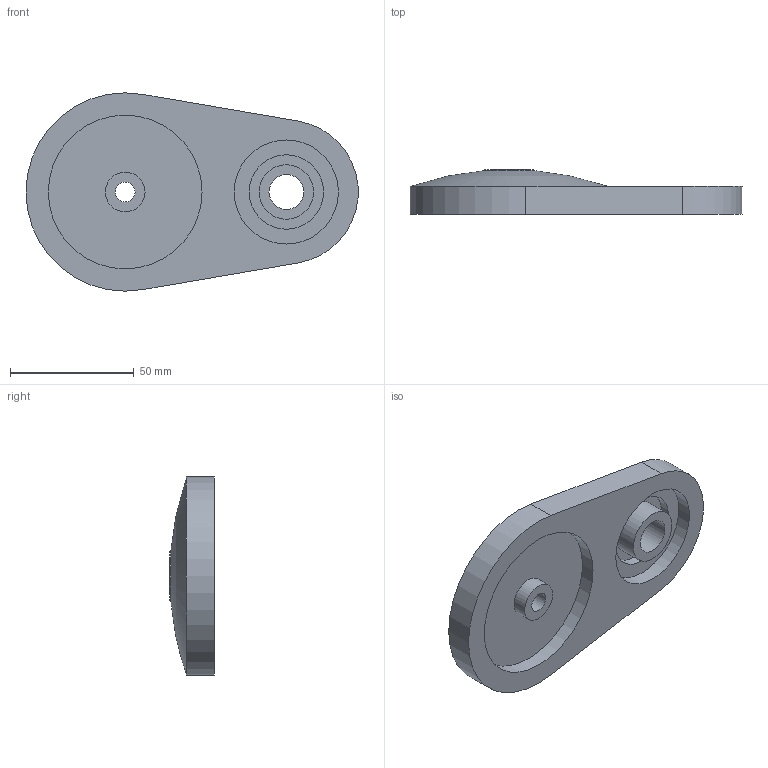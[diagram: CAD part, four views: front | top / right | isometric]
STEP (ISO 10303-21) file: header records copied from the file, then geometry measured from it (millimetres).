
FILE_DESCRIPTION( ( 'STEP AP214' ), '1' );
FILE_NAME( 'K0417.30801.stp', '2020-12-07T14:38:53', ( '' ), ( '' ), ' ', 'PARTsolutions', ' ' );
FILE_SCHEMA( ( 'AUTOMOTIVE_DESIGN { 1 0 10303 214 1 1 1 1 }' ) );
Length unit declared in the file: millimetre
Products named in the file (1): _K0417.30801
Bounding box: 133.9 x 18 x 80 mm (x, y, z)
Volume: 83653.8 mm3; surface area: 24832.5 mm2
Topology: 1 solids, 1 shells, 22 faces, 41 edges, 27 vertices
Faces by surface type: cylinder 10, plane 10, sphere 2
Full cylindrical faces by diameter (mm): 8 x1, 14 x1, 16 x1, 20 x1, 22 x1, 30 x1, 42 x1, 62 x1
Entity records: 700 total; most frequent: DIRECTION 98, CARTESIAN_POINT 79, ORIENTED_EDGE 60, AXIS2_PLACEMENT_3D 45, EDGE_LOOP 42, FACE_OUTER_BOUND 32, EDGE_CURVE 30, VERTEX_POINT 26
